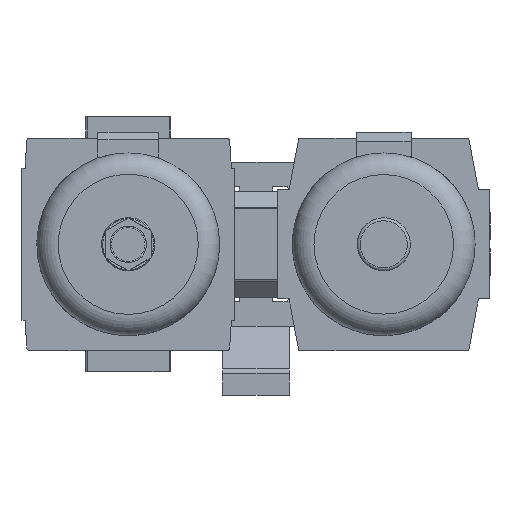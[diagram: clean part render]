
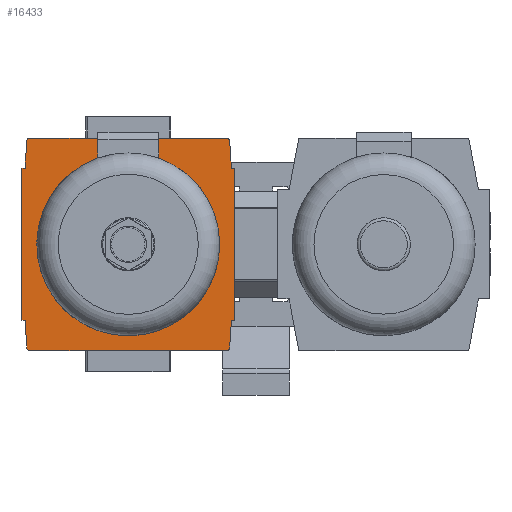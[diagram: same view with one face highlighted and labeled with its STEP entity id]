
A CAD part, front view. The second image highlights one B-rep face of the part: STEP entity #16433.
In plain terms, the highlighted planar face has unit normal (0, -1, 0).
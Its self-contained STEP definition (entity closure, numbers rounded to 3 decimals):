
#141=PLANE('',#17370);
#828=CIRCLE('',#17168,30.1);
#872=CIRCLE('',#17244,1.);
#874=CIRCLE('',#17248,1.);
#876=CIRCLE('',#17251,1.);
#878=CIRCLE('',#17255,1.);
#1815=ORIENTED_EDGE('',*,*,#5579,.F.);
#1816=ORIENTED_EDGE('',*,*,#5580,.T.);
#1817=ORIENTED_EDGE('',*,*,#5177,.F.);
#1818=ORIENTED_EDGE('',*,*,#5581,.F.);
#1819=ORIENTED_EDGE('',*,*,#5282,.F.);
#1820=ORIENTED_EDGE('',*,*,#5412,.F.);
#1821=ORIENTED_EDGE('',*,*,#5409,.F.);
#1822=ORIENTED_EDGE('',*,*,#5365,.F.);
#1823=ORIENTED_EDGE('',*,*,#5407,.F.);
#1824=ORIENTED_EDGE('',*,*,#5404,.F.);
#1825=ORIENTED_EDGE('',*,*,#5338,.F.);
#1826=ORIENTED_EDGE('',*,*,#5335,.F.);
#1827=ORIENTED_EDGE('',*,*,#5319,.F.);
#1828=ORIENTED_EDGE('',*,*,#5417,.F.);
#1829=ORIENTED_EDGE('',*,*,#5414,.F.);
#1830=ORIENTED_EDGE('',*,*,#5272,.F.);
#1831=ORIENTED_EDGE('',*,*,#5402,.F.);
#1832=ORIENTED_EDGE('',*,*,#5399,.F.);
#1833=ORIENTED_EDGE('',*,*,#5301,.F.);
#1834=ORIENTED_EDGE('',*,*,#5298,.F.);
#5177=EDGE_CURVE('',#7155,#7157,#828,.F.);
#5272=EDGE_CURVE('',#7251,#7252,#8534,.T.);
#5282=EDGE_CURVE('',#7261,#7256,#8544,.T.);
#5298=EDGE_CURVE('',#7256,#7271,#8559,.T.);
#5301=EDGE_CURVE('',#7271,#7279,#8562,.T.);
#5319=EDGE_CURVE('',#7290,#7287,#8576,.T.);
#5335=EDGE_CURVE('',#7287,#7300,#8591,.T.);
#5338=EDGE_CURVE('',#7300,#7308,#8594,.T.);
#5365=EDGE_CURVE('',#7331,#7332,#8615,.T.);
#5399=EDGE_CURVE('',#7279,#7358,#8637,.T.);
#5402=EDGE_CURVE('',#7358,#7251,#872,.T.);
#5404=EDGE_CURVE('',#7308,#7360,#8640,.T.);
#5407=EDGE_CURVE('',#7360,#7331,#874,.T.);
#5409=EDGE_CURVE('',#7332,#7362,#876,.T.);
#5412=EDGE_CURVE('',#7362,#7261,#8644,.T.);
#5414=EDGE_CURVE('',#7252,#7364,#878,.T.);
#5417=EDGE_CURVE('',#7364,#7290,#8647,.T.);
#5579=EDGE_CURVE('',#7474,#7475,#8754,.T.);
#5580=EDGE_CURVE('',#7474,#7157,#8755,.T.);
#5581=EDGE_CURVE('',#7475,#7155,#8756,.T.);
#7155=VERTEX_POINT('',#22219);
#7157=VERTEX_POINT('',#22222);
#7251=VERTEX_POINT('',#22543);
#7252=VERTEX_POINT('',#22545);
#7256=VERTEX_POINT('',#22555);
#7261=VERTEX_POINT('',#22564);
#7271=VERTEX_POINT('',#22586);
#7279=VERTEX_POINT('',#22604);
#7287=VERTEX_POINT('',#22631);
#7290=VERTEX_POINT('',#22637);
#7300=VERTEX_POINT('',#22659);
#7308=VERTEX_POINT('',#22677);
#7331=VERTEX_POINT('',#22729);
#7332=VERTEX_POINT('',#22731);
#7358=VERTEX_POINT('',#22800);
#7360=VERTEX_POINT('',#22809);
#7362=VERTEX_POINT('',#22818);
#7364=VERTEX_POINT('',#22827);
#7474=VERTEX_POINT('',#23226);
#7475=VERTEX_POINT('',#23227);
#8534=LINE('',#22544,#9953);
#8544=LINE('',#22565,#9963);
#8559=LINE('',#22597,#9978);
#8562=LINE('',#22603,#9981);
#8576=LINE('',#22638,#9995);
#8591=LINE('',#22670,#10010);
#8594=LINE('',#22676,#10013);
#8615=LINE('',#22730,#10034);
#8637=LINE('',#22799,#10056);
#8640=LINE('',#22808,#10059);
#8644=LINE('',#22822,#10063);
#8647=LINE('',#22831,#10066);
#8754=LINE('',#23225,#10173);
#8755=LINE('',#23228,#10174);
#8756=LINE('',#23229,#10175);
#9953=VECTOR('',#18470,1000.);
#9963=VECTOR('',#18482,1000.);
#9978=VECTOR('',#18501,1000.);
#9981=VECTOR('',#18506,1000.);
#9995=VECTOR('',#18538,1000.);
#10010=VECTOR('',#18557,1000.);
#10013=VECTOR('',#18562,1000.);
#10034=VECTOR('',#18601,1000.);
#10056=VECTOR('',#18665,1000.);
#10059=VECTOR('',#18676,1000.);
#10063=VECTOR('',#18694,1000.);
#10066=VECTOR('',#18705,1000.);
#10173=VECTOR('',#19040,1000.);
#10174=VECTOR('',#19041,1000.);
#10175=VECTOR('',#19042,1000.);
#11483=EDGE_LOOP('',(#1815,#1816,#1817,#1818));
#11484=EDGE_LOOP('',(#1819,#1820,#1821,#1822,#1823,#1824,#1825,#1826,#1827,
#1828,#1829,#1830,#1831,#1832,#1833,#1834));
#12450=FACE_BOUND('',#11483,.T.);
#12451=FACE_BOUND('',#11484,.T.);
#16433=ADVANCED_FACE('',(#12450,#12451),#141,.F.);
#17168=AXIS2_PLACEMENT_3D('',#22221,#18382,#18383);
#17244=AXIS2_PLACEMENT_3D('',#22804,#18671,#18672);
#17248=AXIS2_PLACEMENT_3D('',#22813,#18682,#18683);
#17251=AXIS2_PLACEMENT_3D('',#22817,#18688,#18689);
#17255=AXIS2_PLACEMENT_3D('',#22826,#18699,#18700);
#17370=AXIS2_PLACEMENT_3D('',#23224,#19038,#19039);
#18382=DIRECTION('',(0.,1.,0.));
#18383=DIRECTION('',(0.,0.,1.));
#18470=DIRECTION('',(1.,0.,0.));
#18482=DIRECTION('',(-1.,0.,0.));
#18501=DIRECTION('',(0.,0.,1.));
#18506=DIRECTION('',(1.,0.,0.));
#18538=DIRECTION('',(1.,0.,0.));
#18557=DIRECTION('',(0.,0.,-1.));
#18562=DIRECTION('',(-1.,0.,0.));
#18601=DIRECTION('',(-1.,0.,0.));
#18665=DIRECTION('',(0.066,0.,0.998));
#18671=DIRECTION('',(0.,1.,0.));
#18672=DIRECTION('',(1.,0.,0.));
#18676=DIRECTION('',(-0.066,0.,-0.998));
#18682=DIRECTION('',(0.,1.,0.));
#18683=DIRECTION('',(1.,0.,0.));
#18688=DIRECTION('',(0.,1.,0.));
#18689=DIRECTION('',(1.,0.,0.));
#18694=DIRECTION('',(-0.066,0.,0.998));
#18699=DIRECTION('',(0.,1.,0.));
#18700=DIRECTION('',(1.,0.,0.));
#18705=DIRECTION('',(0.066,0.,-0.998));
#19038=DIRECTION('',(0.,1.,0.));
#19039=DIRECTION('',(0.,0.,1.));
#19040=DIRECTION('',(-1.,0.,0.));
#19041=DIRECTION('',(0.,0.,-1.));
#19042=DIRECTION('',(0.,0.,-1.));
#22219=CARTESIAN_POINT('',(-10.,-82.,28.39));
#22221=CARTESIAN_POINT('',(0.,-82.,0.));
#22222=CARTESIAN_POINT('',(10.,-82.,28.39));
#22543=CARTESIAN_POINT('',(-32.415,-82.,35.));
#22544=CARTESIAN_POINT('',(-32.415,-82.,35.));
#22545=CARTESIAN_POINT('',(32.415,-82.,35.));
#22555=CARTESIAN_POINT('',(-35.,-82.,-25.1));
#22564=CARTESIAN_POINT('',(-34.,-82.,-25.1));
#22565=CARTESIAN_POINT('',(-34.,-82.,-25.1));
#22586=CARTESIAN_POINT('',(-35.,-82.,25.1));
#22597=CARTESIAN_POINT('',(-35.,-82.,-25.1));
#22603=CARTESIAN_POINT('',(-35.,-82.,25.1));
#22604=CARTESIAN_POINT('',(-34.,-82.,25.1));
#22631=CARTESIAN_POINT('',(35.,-82.,25.1));
#22637=CARTESIAN_POINT('',(34.,-82.,25.1));
#22638=CARTESIAN_POINT('',(34.,-82.,25.1));
#22659=CARTESIAN_POINT('',(35.,-82.,-25.1));
#22670=CARTESIAN_POINT('',(35.,-82.,25.1));
#22676=CARTESIAN_POINT('',(35.,-82.,-25.1));
#22677=CARTESIAN_POINT('',(34.,-82.,-25.1));
#22729=CARTESIAN_POINT('',(32.415,-82.,-35.));
#22730=CARTESIAN_POINT('',(32.415,-82.,-35.));
#22731=CARTESIAN_POINT('',(-32.415,-82.,-35.));
#22799=CARTESIAN_POINT('',(-34.,-82.,25.1));
#22800=CARTESIAN_POINT('',(-33.4,-82.,34.174));
#22804=CARTESIAN_POINT('',(-32.415,-82.,34.));
#22808=CARTESIAN_POINT('',(34.,-82.,-25.1));
#22809=CARTESIAN_POINT('',(33.4,-82.,-34.174));
#22813=CARTESIAN_POINT('',(32.415,-82.,-34.));
#22817=CARTESIAN_POINT('',(-32.415,-82.,-34.));
#22818=CARTESIAN_POINT('',(-33.4,-82.,-34.174));
#22822=CARTESIAN_POINT('',(-33.4,-82.,-34.174));
#22826=CARTESIAN_POINT('',(32.415,-82.,34.));
#22827=CARTESIAN_POINT('',(33.4,-82.,34.174));
#22831=CARTESIAN_POINT('',(33.4,-82.,34.174));
#23224=CARTESIAN_POINT('',(-32.415,-82.,34.));
#23225=CARTESIAN_POINT('',(-32.415,-82.,34.5));
#23226=CARTESIAN_POINT('',(10.,-82.,34.5));
#23227=CARTESIAN_POINT('',(-10.,-82.,34.5));
#23228=CARTESIAN_POINT('',(10.,-82.,34.));
#23229=CARTESIAN_POINT('',(-10.,-82.,34.));
